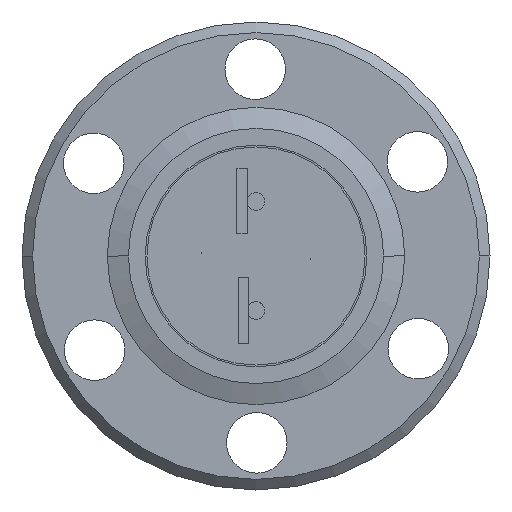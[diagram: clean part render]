
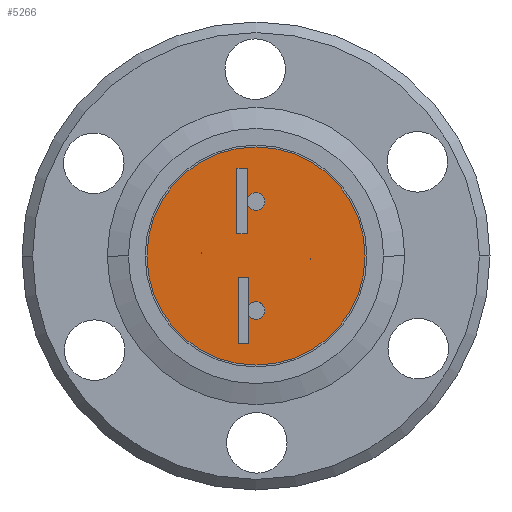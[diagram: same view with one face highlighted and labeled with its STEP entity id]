
A CAD part, front view. The second image highlights one B-rep face of the part: STEP entity #5266.
In plain terms, the highlighted planar face has unit normal (0, -1, 0).
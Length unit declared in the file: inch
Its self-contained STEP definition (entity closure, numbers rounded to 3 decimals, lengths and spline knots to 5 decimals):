
#793 = CARTESIAN_POINT ( 'NONE',  ( -0.1548, -2.04698, 0.00782 ) ) ;
#794 = DIRECTION ( 'NONE',  ( 0., 1., 0. ) ) ;
#795 = DIRECTION ( 'NONE',  ( 0., 0., 1. ) ) ;
#805 = CARTESIAN_POINT ( 'NONE',  ( 0.1548, -2.04698, -0.00782 ) ) ;
#806 = DIRECTION ( 'NONE',  ( 0., 1., 0. ) ) ;
#807 = DIRECTION ( 'NONE',  ( 0., 0., 1. ) ) ;
#823 = CARTESIAN_POINT ( 'NONE',  ( 0., -2.04698, 0. ) ) ;
#824 = DIRECTION ( 'NONE',  ( 0., 1., 0. ) ) ;
#825 = DIRECTION ( 'NONE',  ( 0., 0., -1. ) ) ;
#830 = CARTESIAN_POINT ( 'NONE',  ( 0., -2.04698, 0.155 ) ) ;
#831 = DIRECTION ( 'NONE',  ( 0., -1., 0. ) ) ;
#832 = DIRECTION ( 'NONE',  ( 1., 0., 0. ) ) ;
#848 = CARTESIAN_POINT ( 'NONE',  ( 0., -2.04698, -0.155 ) ) ;
#849 = DIRECTION ( 'NONE',  ( 0., -1., 0. ) ) ;
#850 = DIRECTION ( 'NONE',  ( 1., 0., 0. ) ) ;
#1897 = CARTESIAN_POINT ( 'NONE',  ( 0.025, -2.04698, -0.155 ) ) ;
#1898 = CARTESIAN_POINT ( 'NONE',  ( -0.025, -2.04698, -0.155 ) ) ;
#1899 = CARTESIAN_POINT ( 'NONE',  ( 0., -2.04698, -0.31 ) ) ;
#1900 = CARTESIAN_POINT ( 'NONE',  ( 0., -2.04698, 0.31 ) ) ;
#1901 = CARTESIAN_POINT ( 'NONE',  ( -0.025, -2.04698, 0.155 ) ) ;
#1902 = CARTESIAN_POINT ( 'NONE',  ( 0.025, -2.04698, 0.155 ) ) ;
#1907 = CARTESIAN_POINT ( 'NONE',  ( 0.1548, -2.04698, -0.00682 ) ) ;
#1910 = CARTESIAN_POINT ( 'NONE',  ( 0.1548, -2.04698, -0.00882 ) ) ;
#1913 = CARTESIAN_POINT ( 'NONE',  ( -0.1548, -2.04698, 0.00882 ) ) ;
#1914 = CARTESIAN_POINT ( 'NONE',  ( -0.1548, -2.04698, 0.00682 ) ) ;
#2448 = VERTEX_POINT ( 'NONE', #1914 ) ;
#2449 = VERTEX_POINT ( 'NONE', #1913 ) ;
#2452 = VERTEX_POINT ( 'NONE', #1910 ) ;
#2455 = VERTEX_POINT ( 'NONE', #1907 ) ;
#2460 = VERTEX_POINT ( 'NONE', #1902 ) ;
#2461 = VERTEX_POINT ( 'NONE', #1901 ) ;
#2462 = VERTEX_POINT ( 'NONE', #1900 ) ;
#2463 = VERTEX_POINT ( 'NONE', #1899 ) ;
#2464 = VERTEX_POINT ( 'NONE', #1898 ) ;
#2465 = VERTEX_POINT ( 'NONE', #1897 ) ;
#3271 = EDGE_LOOP ( 'NONE', ( #4952, #4953 ) ) ;
#3275 = EDGE_LOOP ( 'NONE', ( #4954, #4955 ) ) ;
#3276 = EDGE_LOOP ( 'NONE', ( #4949, #4950 ) ) ;
#3278 = EDGE_LOOP ( 'NONE', ( #4959, #4960 ) ) ;
#3279 = EDGE_LOOP ( 'NONE', ( #4956, #4958 ) ) ;
#3563 = CARTESIAN_POINT ( 'NONE',  ( 0.1548, -2.04698, -0.00782 ) ) ;
#3564 = DIRECTION ( 'NONE',  ( 0., 1., 0. ) ) ;
#3565 = DIRECTION ( 'NONE',  ( 0., 0., 1. ) ) ;
#3566 = CARTESIAN_POINT ( 'NONE',  ( -0.1548, -2.04698, 0.00782 ) ) ;
#3567 = DIRECTION ( 'NONE',  ( 0., 1., 0. ) ) ;
#3568 = DIRECTION ( 'NONE',  ( 0., 0., 1. ) ) ;
#3569 = CARTESIAN_POINT ( 'NONE',  ( 0., -2.04698, 0.155 ) ) ;
#3570 = DIRECTION ( 'NONE',  ( 0., -1., 0. ) ) ;
#3571 = DIRECTION ( 'NONE',  ( 1., 0., 0. ) ) ;
#3573 = CARTESIAN_POINT ( 'NONE',  ( 0., -2.04698, 0. ) ) ;
#3574 = DIRECTION ( 'NONE',  ( 0., 1., 0. ) ) ;
#3575 = DIRECTION ( 'NONE',  ( 0., 0., -1. ) ) ;
#3582 = CARTESIAN_POINT ( 'NONE',  ( 0., -2.04698, -0.155 ) ) ;
#3583 = DIRECTION ( 'NONE',  ( 0., -1., 0. ) ) ;
#3584 = DIRECTION ( 'NONE',  ( 1., 0., 0. ) ) ;
#3708 = PLANE ( 'NONE',  #4489 ) ;
#3711 = FACE_BOUND ( 'NONE', #3278, .T. ) ;
#3712 = FACE_BOUND ( 'NONE', #3276, .T. ) ;
#3714 = FACE_BOUND ( 'NONE', #3271, .T. ) ;
#3715 = CARTESIAN_POINT ( 'NONE',  ( 0., -2.04698, 0. ) ) ;
#3716 = FACE_BOUND ( 'NONE', #3275, .T. ) ;
#3718 = FACE_OUTER_BOUND ( 'NONE', #3279, .T. ) ;
#3719 = DIRECTION ( 'NONE',  ( 0., 1., 0. ) ) ;
#3720 = DIRECTION ( 'NONE',  ( 0., 0., 1. ) ) ;
#4214 = AXIS2_PLACEMENT_3D ( 'NONE', #848, #849, #850 ) ;
#4216 = CIRCLE ( 'NONE', #4214, 0.025 ) ;
#4223 = AXIS2_PLACEMENT_3D ( 'NONE', #830, #831, #832 ) ;
#4225 = CIRCLE ( 'NONE', #4223, 0.025 ) ;
#4226 = AXIS2_PLACEMENT_3D ( 'NONE', #823, #824, #825 ) ;
#4231 = CIRCLE ( 'NONE', #4226, 0.31 ) ;
#4235 = AXIS2_PLACEMENT_3D ( 'NONE', #805, #806, #807 ) ;
#4240 = CIRCLE ( 'NONE', #4235, 0.001 ) ;
#4241 = AXIS2_PLACEMENT_3D ( 'NONE', #793, #794, #795 ) ;
#4243 = CIRCLE ( 'NONE', #4241, 0.001 ) ;
#4489 = AXIS2_PLACEMENT_3D ( 'NONE', #3715, #3719, #3720 ) ;
#4523 = AXIS2_PLACEMENT_3D ( 'NONE', #3582, #3583, #3584 ) ;
#4525 = CIRCLE ( 'NONE', #4523, 0.025 ) ;
#4527 = AXIS2_PLACEMENT_3D ( 'NONE', #3573, #3574, #3575 ) ;
#4529 = AXIS2_PLACEMENT_3D ( 'NONE', #3569, #3570, #3571 ) ;
#4531 = AXIS2_PLACEMENT_3D ( 'NONE', #3566, #3567, #3568 ) ;
#4532 = CIRCLE ( 'NONE', #4527, 0.31 ) ;
#4533 = AXIS2_PLACEMENT_3D ( 'NONE', #3563, #3564, #3565 ) ;
#4534 = CIRCLE ( 'NONE', #4529, 0.025 ) ;
#4536 = CIRCLE ( 'NONE', #4531, 0.001 ) ;
#4538 = CIRCLE ( 'NONE', #4533, 0.001 ) ;
#4949 = ORIENTED_EDGE ( 'NONE', *, *, #5450, .F. ) ;
#4950 = ORIENTED_EDGE ( 'NONE', *, *, #5236, .F. ) ;
#4952 = ORIENTED_EDGE ( 'NONE', *, *, #5235, .T. ) ;
#4953 = ORIENTED_EDGE ( 'NONE', *, *, #5438, .T. ) ;
#4954 = ORIENTED_EDGE ( 'NONE', *, *, #5234, .T. ) ;
#4955 = ORIENTED_EDGE ( 'NONE', *, *, #5442, .T. ) ;
#4956 = ORIENTED_EDGE ( 'NONE', *, *, #5237, .F. ) ;
#4958 = ORIENTED_EDGE ( 'NONE', *, *, #5448, .F. ) ;
#4959 = ORIENTED_EDGE ( 'NONE', *, *, #5456, .F. ) ;
#4960 = ORIENTED_EDGE ( 'NONE', *, *, #5240, .F. ) ;
#5234 = EDGE_CURVE ( 'NONE', #2455, #2452, #4538, .T. ) ;
#5235 = EDGE_CURVE ( 'NONE', #2449, #2448, #4536, .T. ) ;
#5236 = EDGE_CURVE ( 'NONE', #2461, #2460, #4534, .T. ) ;
#5237 = EDGE_CURVE ( 'NONE', #2463, #2462, #4532, .T. ) ;
#5240 = EDGE_CURVE ( 'NONE', #2464, #2465, #4525, .T. ) ;
#5266 = ADVANCED_FACE ( 'NONE', ( #3712, #3714, #3716, #3718, #3711 ), #3708, .F. ) ;
#5438 = EDGE_CURVE ( 'NONE', #2448, #2449, #4243, .T. ) ;
#5442 = EDGE_CURVE ( 'NONE', #2452, #2455, #4240, .T. ) ;
#5448 = EDGE_CURVE ( 'NONE', #2462, #2463, #4231, .T. ) ;
#5450 = EDGE_CURVE ( 'NONE', #2460, #2461, #4225, .T. ) ;
#5456 = EDGE_CURVE ( 'NONE', #2465, #2464, #4216, .T. ) ;
